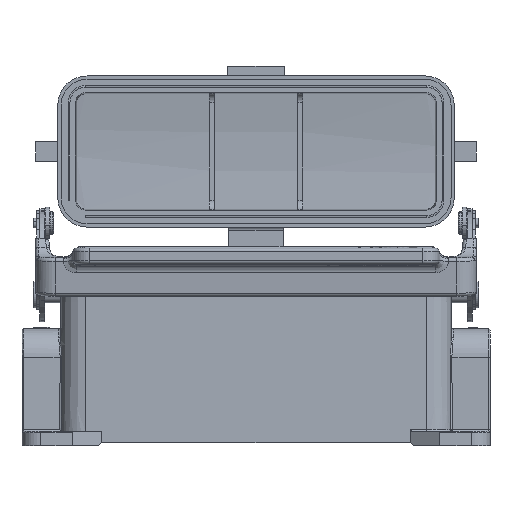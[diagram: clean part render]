
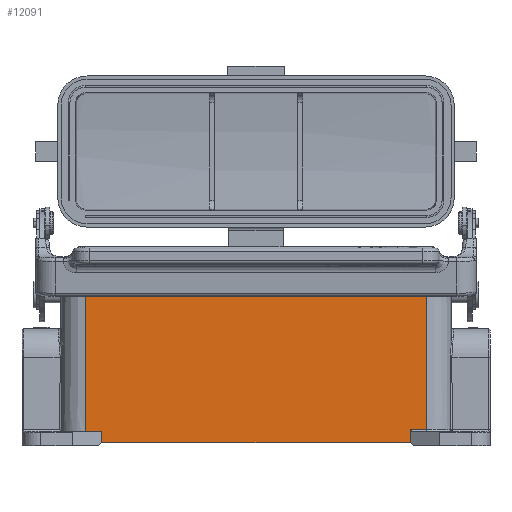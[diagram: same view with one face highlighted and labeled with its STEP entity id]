
A CAD part, left-side view. The second image highlights one B-rep face of the part: STEP entity #12091.
In plain terms, the highlighted planar face has unit normal (-1, 0, 0.009).
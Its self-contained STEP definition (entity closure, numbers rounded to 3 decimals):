
#3407=LINE('',#60211,#5880);
#3409=LINE('',#60215,#5882);
#3418=LINE('',#60233,#5891);
#3425=LINE('',#60254,#5898);
#3426=LINE('',#60256,#5899);
#3427=LINE('',#60258,#5900);
#3428=LINE('',#60259,#5901);
#3429=LINE('',#60261,#5902);
#3430=LINE('',#60263,#5903);
#3431=LINE('',#60264,#5904);
#3432=LINE('',#60266,#5905);
#3433=LINE('',#60268,#5906);
#5880=VECTOR('',#42385,1.);
#5882=VECTOR('',#42389,1.);
#5891=VECTOR('',#42402,1.);
#5898=VECTOR('',#42419,1.);
#5899=VECTOR('',#42422,1.);
#5900=VECTOR('',#42423,1.);
#5901=VECTOR('',#42424,1.);
#5902=VECTOR('',#42425,1.);
#5903=VECTOR('',#42426,1.);
#5904=VECTOR('',#42427,1.);
#5905=VECTOR('',#42428,1.);
#5906=VECTOR('',#42429,1.);
#8636=FACE_OUTER_BOUND('',#14441,.T.);
#9819=PLANE('',#36377);
#12091=ADVANCED_FACE('',(#8636),#9819,.T.);
#14441=EDGE_LOOP('',(#21482,#21483,#21484,#21485,#21486,#21487,#21488,#21489,
#21490,#21491,#21492,#21493));
#21482=ORIENTED_EDGE('',*,*,#31805,.T.);
#21483=ORIENTED_EDGE('',*,*,#31793,.T.);
#21484=ORIENTED_EDGE('',*,*,#31804,.T.);
#21485=ORIENTED_EDGE('',*,*,#31806,.T.);
#21486=ORIENTED_EDGE('',*,*,#31784,.F.);
#21487=ORIENTED_EDGE('',*,*,#31782,.T.);
#21488=ORIENTED_EDGE('',*,*,#31807,.T.);
#21489=ORIENTED_EDGE('',*,*,#31808,.F.);
#21490=ORIENTED_EDGE('',*,*,#31809,.F.);
#21491=ORIENTED_EDGE('',*,*,#31810,.T.);
#21492=ORIENTED_EDGE('',*,*,#31811,.T.);
#21493=ORIENTED_EDGE('',*,*,#31812,.T.);
#27367=VERTEX_POINT('',#60075);
#27407=VERTEX_POINT('',#60210);
#27408=VERTEX_POINT('',#60212);
#27409=VERTEX_POINT('',#60216);
#27416=VERTEX_POINT('',#60234);
#27417=VERTEX_POINT('',#60235);
#27424=VERTEX_POINT('',#60253);
#27425=VERTEX_POINT('',#60257);
#27426=VERTEX_POINT('',#60260);
#27427=VERTEX_POINT('',#60262);
#27428=VERTEX_POINT('',#60265);
#27429=VERTEX_POINT('',#60267);
#31782=EDGE_CURVE('',#27408,#27407,#3407,.T.);
#31784=EDGE_CURVE('',#27408,#27409,#3409,.T.);
#31793=EDGE_CURVE('',#27416,#27417,#3418,.T.);
#31804=EDGE_CURVE('',#27417,#27424,#3425,.T.);
#31805=EDGE_CURVE('',#27425,#27416,#3426,.T.);
#31806=EDGE_CURVE('',#27424,#27409,#3427,.T.);
#31807=EDGE_CURVE('',#27407,#27426,#3428,.T.);
#31808=EDGE_CURVE('',#27427,#27426,#3429,.T.);
#31809=EDGE_CURVE('',#27367,#27427,#3430,.T.);
#31810=EDGE_CURVE('',#27367,#27428,#3431,.T.);
#31811=EDGE_CURVE('',#27428,#27429,#3432,.T.);
#31812=EDGE_CURVE('',#27429,#27425,#3433,.T.);
#36377=AXIS2_PLACEMENT_3D('',#60269,#42430,#42431);
#42385=DIRECTION('',(0.,1.,0.));
#42389=DIRECTION('',(-0.009,0.,-1.));
#42402=DIRECTION('',(0.,1.,0.));
#42419=DIRECTION('',(-0.009,0.,-1.));
#42422=DIRECTION('',(0.009,0.,1.));
#42423=DIRECTION('',(0.,1.,0.));
#42424=DIRECTION('',(-0.009,0.,-1.));
#42425=DIRECTION('',(0.,1.,0.));
#42426=DIRECTION('',(0.009,0.,1.));
#42427=DIRECTION('',(0.,-1.,0.));
#42428=DIRECTION('',(0.009,0.,1.));
#42429=DIRECTION('',(0.,-1.,0.));
#42430=DIRECTION('',(-1.,0.,0.009));
#42431=DIRECTION('',(0.,1.,0.));
#60075=CARTESIAN_POINT('',(-21.936,47.5,1.));
#60210=CARTESIAN_POINT('',(-21.5,52.5,51.));
#60211=CARTESIAN_POINT('',(-21.5,1.6,51.));
#60212=CARTESIAN_POINT('',(-21.5,1.6,51.));
#60215=CARTESIAN_POINT('',(-21.5,1.6,51.));
#60216=CARTESIAN_POINT('',(-21.526,1.6,48.));
#60233=CARTESIAN_POINT('',(-21.5,-52.5,51.));
#60234=CARTESIAN_POINT('',(-21.5,-52.5,51.));
#60235=CARTESIAN_POINT('',(-21.5,-1.6,51.));
#60253=CARTESIAN_POINT('',(-21.526,-1.6,48.));
#60254=CARTESIAN_POINT('',(-21.5,-1.6,51.));
#60256=CARTESIAN_POINT('',(-21.901,-52.5,4.996));
#60257=CARTESIAN_POINT('',(-21.901,-52.5,4.996));
#60258=CARTESIAN_POINT('',(-21.526,-1.6,48.));
#60259=CARTESIAN_POINT('',(-21.5,52.5,51.));
#60260=CARTESIAN_POINT('',(-21.906,52.5,4.5));
#60261=CARTESIAN_POINT('',(-21.906,47.5,4.5));
#60262=CARTESIAN_POINT('',(-21.906,47.5,4.5));
#60263=CARTESIAN_POINT('',(-21.936,47.5,1.));
#60264=CARTESIAN_POINT('',(-21.936,47.5,1.));
#60265=CARTESIAN_POINT('',(-21.936,-47.5,1.));
#60266=CARTESIAN_POINT('',(-21.936,-47.5,1.));
#60267=CARTESIAN_POINT('',(-21.901,-47.5,4.996));
#60268=CARTESIAN_POINT('',(-21.901,-47.5,4.996));
#60269=CARTESIAN_POINT('',(-21.5,55.148,51.));
